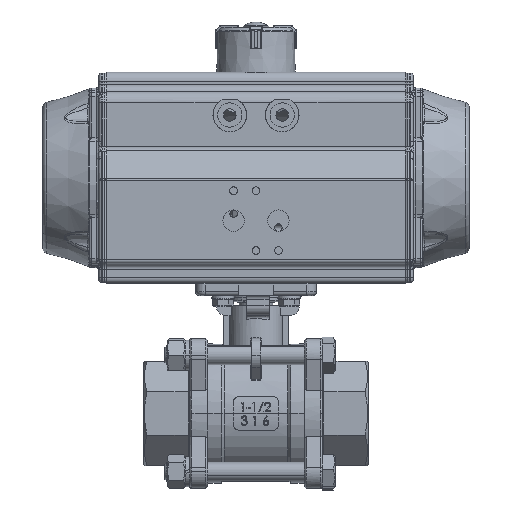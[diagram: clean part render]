
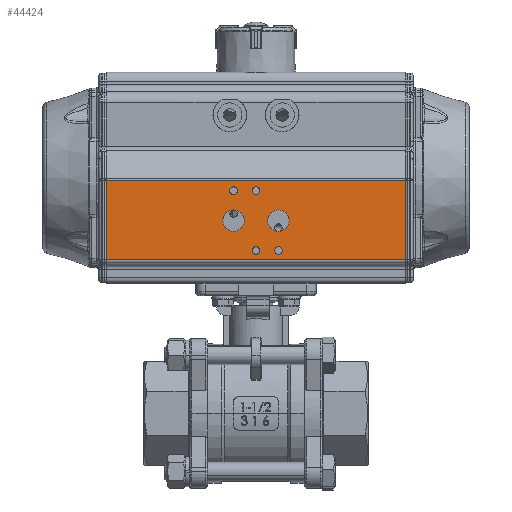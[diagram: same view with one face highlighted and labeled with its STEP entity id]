
A CAD part, top view. The second image highlights one B-rep face of the part: STEP entity #44424.
In plain terms, the highlighted face is planar.
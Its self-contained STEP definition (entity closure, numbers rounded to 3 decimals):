
#2597=PLANE('',#48180);
#5523=CIRCLE('',#48027,5.723);
#5541=CIRCLE('',#48058,5.723);
#5543=CIRCLE('',#48061,2.067);
#5545=CIRCLE('',#48064,2.067);
#5547=CIRCLE('',#48067,2.067);
#5549=CIRCLE('',#48070,2.067);
#11230=ORIENTED_EDGE('',*,*,#22867,.F.);
#11231=ORIENTED_EDGE('',*,*,#22900,.T.);
#11232=ORIENTED_EDGE('',*,*,#22837,.T.);
#11233=ORIENTED_EDGE('',*,*,#22901,.T.);
#11234=ORIENTED_EDGE('',*,*,#22785,.T.);
#11235=ORIENTED_EDGE('',*,*,#22767,.T.);
#11236=ORIENTED_EDGE('',*,*,#22787,.T.);
#11237=ORIENTED_EDGE('',*,*,#22789,.T.);
#11238=ORIENTED_EDGE('',*,*,#22791,.T.);
#11239=ORIENTED_EDGE('',*,*,#22793,.T.);
#22767=EDGE_CURVE('',#28886,#28886,#5523,.T.);
#22785=EDGE_CURVE('',#28907,#28907,#5541,.T.);
#22787=EDGE_CURVE('',#28909,#28909,#5543,.T.);
#22789=EDGE_CURVE('',#28911,#28911,#5545,.T.);
#22791=EDGE_CURVE('',#28913,#28913,#5547,.T.);
#22793=EDGE_CURVE('',#28915,#28915,#5549,.T.);
#22837=EDGE_CURVE('',#28962,#28960,#32864,.T.);
#22867=EDGE_CURVE('',#28991,#28992,#32878,.T.);
#22900=EDGE_CURVE('',#28991,#28962,#32894,.T.);
#22901=EDGE_CURVE('',#28960,#28992,#32895,.T.);
#28886=VERTEX_POINT('',#88388);
#28907=VERTEX_POINT('',#88440);
#28909=VERTEX_POINT('',#88445);
#28911=VERTEX_POINT('',#88450);
#28913=VERTEX_POINT('',#88455);
#28915=VERTEX_POINT('',#88460);
#28960=VERTEX_POINT('',#88591);
#28962=VERTEX_POINT('',#88594);
#28991=VERTEX_POINT('',#88658);
#28992=VERTEX_POINT('',#88659);
#32864=LINE('',#88593,#35215);
#32878=LINE('',#88657,#35229);
#32894=LINE('',#88723,#35245);
#32895=LINE('',#88724,#35246);
#35215=VECTOR('',#54825,1000.);
#35229=VECTOR('',#54881,1000.);
#35245=VECTOR('',#54935,1000.);
#35246=VECTOR('',#54936,1000.);
#37666=EDGE_LOOP('',(#11230,#11231,#11232,#11233));
#37667=EDGE_LOOP('',(#11234));
#37668=EDGE_LOOP('',(#11235));
#37669=EDGE_LOOP('',(#11236));
#37670=EDGE_LOOP('',(#11237));
#37671=EDGE_LOOP('',(#11238));
#37672=EDGE_LOOP('',(#11239));
#40962=FACE_BOUND('',#37666,.T.);
#40963=FACE_BOUND('',#37667,.T.);
#40964=FACE_BOUND('',#37668,.T.);
#40965=FACE_BOUND('',#37669,.T.);
#40966=FACE_BOUND('',#37670,.T.);
#40967=FACE_BOUND('',#37671,.T.);
#40968=FACE_BOUND('',#37672,.T.);
#44424=ADVANCED_FACE('',(#40962,#40963,#40964,#40965,#40966,#40967,#40968),
#2597,.T.);
#48027=AXIS2_PLACEMENT_3D('',#88387,#54597,#54598);
#48058=AXIS2_PLACEMENT_3D('',#88439,#54659,#54660);
#48061=AXIS2_PLACEMENT_3D('',#88444,#54665,#54666);
#48064=AXIS2_PLACEMENT_3D('',#88449,#54671,#54672);
#48067=AXIS2_PLACEMENT_3D('',#88454,#54677,#54678);
#48070=AXIS2_PLACEMENT_3D('',#88459,#54683,#54684);
#48180=AXIS2_PLACEMENT_3D('',#88722,#54933,#54934);
#54597=DIRECTION('',(-1.,0.,0.));
#54598=DIRECTION('',(0.,0.,-1.));
#54659=DIRECTION('',(-1.,0.,0.));
#54660=DIRECTION('',(0.,0.,-1.));
#54665=DIRECTION('',(-1.,0.,0.));
#54666=DIRECTION('',(0.,0.,-1.));
#54671=DIRECTION('',(-1.,0.,0.));
#54672=DIRECTION('',(0.,0.,-1.));
#54677=DIRECTION('',(-1.,0.,0.));
#54678=DIRECTION('',(0.,0.,-1.));
#54683=DIRECTION('',(-1.,0.,0.));
#54684=DIRECTION('',(0.,0.,-1.));
#54825=DIRECTION('',(0.,1.,0.));
#54881=DIRECTION('',(0.,1.,0.));
#54933=DIRECTION('',(1.,0.,0.));
#54934=DIRECTION('',(0.,1.,0.));
#54935=DIRECTION('',(0.,0.,-1.));
#54936=DIRECTION('',(0.,0.,1.));
#88387=CARTESIAN_POINT('',(56.5,-23.,92.));
#88388=CARTESIAN_POINT('',(56.5,-23.,86.278));
#88439=CARTESIAN_POINT('',(56.5,-23.,68.));
#88440=CARTESIAN_POINT('',(56.5,-23.,62.278));
#88444=CARTESIAN_POINT('',(56.5,-7.,92.));
#88445=CARTESIAN_POINT('',(56.5,-7.,89.933));
#88449=CARTESIAN_POINT('',(56.5,-39.,68.));
#88450=CARTESIAN_POINT('',(56.5,-39.,65.933));
#88454=CARTESIAN_POINT('',(56.5,-39.,80.));
#88455=CARTESIAN_POINT('',(56.5,-39.,77.933));
#88459=CARTESIAN_POINT('',(56.5,-7.,80.));
#88460=CARTESIAN_POINT('',(56.5,-7.,77.933));
#88591=CARTESIAN_POINT('',(56.5,-1.67,0.));
#88593=CARTESIAN_POINT('',(56.5,-2.866,0.));
#88594=CARTESIAN_POINT('',(56.5,-44.,0.));
#88657=CARTESIAN_POINT('',(56.5,-2.866,160.));
#88658=CARTESIAN_POINT('',(56.5,-44.,160.));
#88659=CARTESIAN_POINT('',(56.5,-1.67,160.));
#88722=CARTESIAN_POINT('',(56.5,-44.,0.));
#88723=CARTESIAN_POINT('',(56.5,-44.,0.));
#88724=CARTESIAN_POINT('',(56.5,-1.67,0.));
